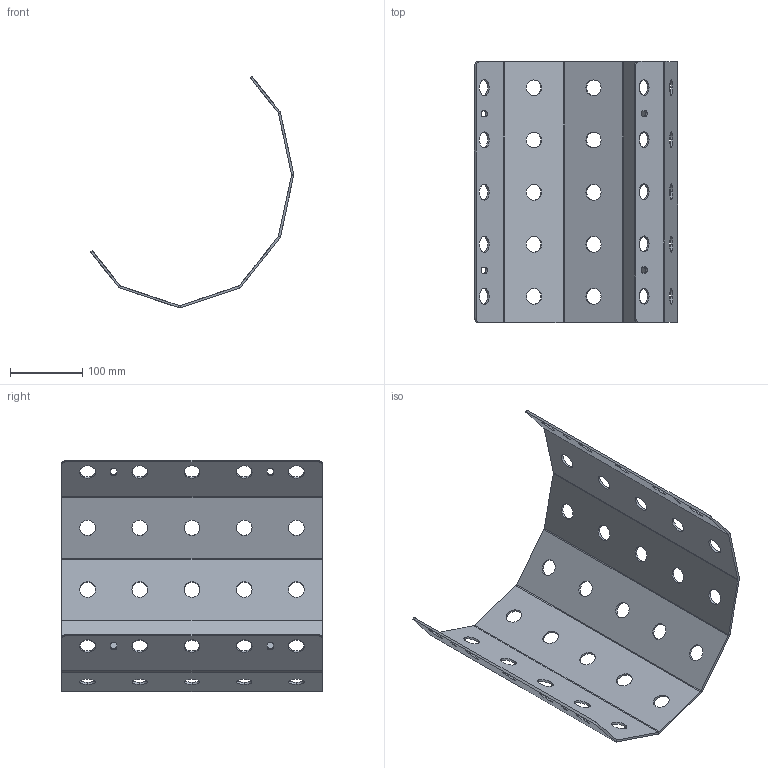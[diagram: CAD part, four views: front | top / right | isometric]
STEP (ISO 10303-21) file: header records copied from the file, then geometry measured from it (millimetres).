
FILE_DESCRIPTION((''),'2;1');
FILE_NAME('BOITE6','2023-09-14T16:42:44',('lechef1'),('Liebherr-Mining Equipment Colmar SAS'),'CREO PARAMETRIC BY PTC INC, 2021424','CREO PARAMETRIC BY PTC INC, 2021424','');
FILE_SCHEMA(('AUTOMOTIVE_DESIGN { 1 0 10303 214 1 1 1 1 }'));
Length unit declared in the file: millimetre
Products named in the file (1): BOITE6
Bounding box: 280.77 x 360 x 319.86 mm (x, y, z)
Volume: 568154.7 mm3; surface area: 391976.7 mm2
Topology: 1 solids, 1 shells, 144 faces, 378 edges, 236 vertices
Faces by surface type: cylinder 94, plane 50
Entity records: 4730 total; most frequent: DIRECTION 854, CARTESIAN_POINT 760, ORIENTED_EDGE 756, EDGE_CURVE 378, AXIS2_PLACEMENT_3D 332, VERTEX_POINT 236, EDGE_LOOP 222, VECTOR 190
